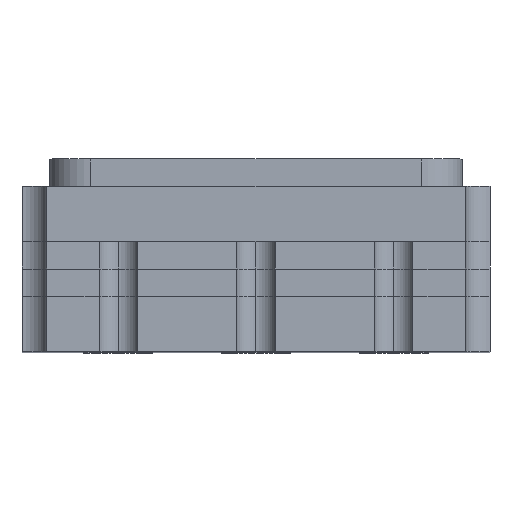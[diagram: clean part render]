
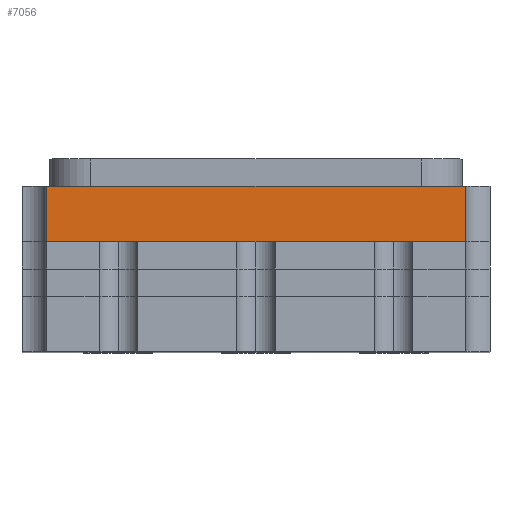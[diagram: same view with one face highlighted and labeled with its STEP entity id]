
A CAD part, top view. The second image highlights one B-rep face of the part: STEP entity #7056.
In plain terms, the highlighted planar face has unit normal (0, 0, 1).
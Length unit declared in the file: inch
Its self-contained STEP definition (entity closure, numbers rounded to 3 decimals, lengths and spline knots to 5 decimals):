
#47 = VECTOR ( 'NONE', #12550, 39.37008 ) ;
#180 = VERTEX_POINT ( 'NONE', #3546 ) ;
#1626 = DIRECTION ( 'NONE',  ( -1., 0., 0. ) ) ;
#1728 = CARTESIAN_POINT ( 'NONE',  ( -0.076, 0.06, 0.1225 ) ) ;
#1854 = VECTOR ( 'NONE', #2592, 39.37008 ) ;
#2006 = VERTEX_POINT ( 'NONE', #5482 ) ;
#2495 = CARTESIAN_POINT ( 'NONE',  ( -0.076, 0.06, 0.1225 ) ) ;
#2592 = DIRECTION ( 'NONE',  ( 0., -1., 0. ) ) ;
#2643 = CARTESIAN_POINT ( 'NONE',  ( -0.076, 0.06, 0.1225 ) ) ;
#3546 = CARTESIAN_POINT ( 'NONE',  ( 0.076, 0.04, 0.1225 ) ) ;
#3787 = CARTESIAN_POINT ( 'NONE',  ( -0.076, 0.04, 0.1225 ) ) ;
#3877 = FACE_OUTER_BOUND ( 'NONE', #3936, .T. ) ;
#3936 = EDGE_LOOP ( 'NONE', ( #8790, #8682, #4719, #8253 ) ) ;
#4328 = EDGE_CURVE ( 'NONE', #7028, #12657, #5107, .T. ) ;
#4719 = ORIENTED_EDGE ( 'NONE', *, *, #6938, .F. ) ;
#5107 = LINE ( 'NONE', #1728, #1854 ) ;
#5482 = CARTESIAN_POINT ( 'NONE',  ( 0.076, 0.06, 0.1225 ) ) ;
#5950 = CARTESIAN_POINT ( 'NONE',  ( -0.076, 0.06, 0.1225 ) ) ;
#5953 = LINE ( 'NONE', #13900, #8905 ) ;
#6827 = DIRECTION ( 'NONE',  ( 1., 0., 0. ) ) ;
#6938 = EDGE_CURVE ( 'NONE', #7028, #2006, #10005, .T. ) ;
#7028 = VERTEX_POINT ( 'NONE', #2643 ) ;
#7029 = PLANE ( 'NONE',  #12995 ) ;
#7056 = ADVANCED_FACE ( 'NONE', ( #3877 ), #7029, .F. ) ;
#7098 = DIRECTION ( 'NONE',  ( 0., 0., -1. ) ) ;
#7939 = EDGE_CURVE ( 'NONE', #2006, #180, #5953, .T. ) ;
#8253 = ORIENTED_EDGE ( 'NONE', *, *, #4328, .T. ) ;
#8682 = ORIENTED_EDGE ( 'NONE', *, *, #7939, .F. ) ;
#8790 = ORIENTED_EDGE ( 'NONE', *, *, #11029, .T. ) ;
#8905 = VECTOR ( 'NONE', #13607, 39.37008 ) ;
#9326 = VECTOR ( 'NONE', #6827, 39.37008 ) ;
#10005 = LINE ( 'NONE', #2495, #9326 ) ;
#11029 = EDGE_CURVE ( 'NONE', #12657, #180, #13652, .T. ) ;
#12286 = CARTESIAN_POINT ( 'NONE',  ( -0.076, 0.04, 0.1225 ) ) ;
#12550 = DIRECTION ( 'NONE',  ( 1., 0., 0. ) ) ;
#12657 = VERTEX_POINT ( 'NONE', #12286 ) ;
#12995 = AXIS2_PLACEMENT_3D ( 'NONE', #5950, #7098, #1626 ) ;
#13607 = DIRECTION ( 'NONE',  ( 0., -1., 0. ) ) ;
#13652 = LINE ( 'NONE', #3787, #47 ) ;
#13900 = CARTESIAN_POINT ( 'NONE',  ( 0.076, 0.06, 0.1225 ) ) ;
